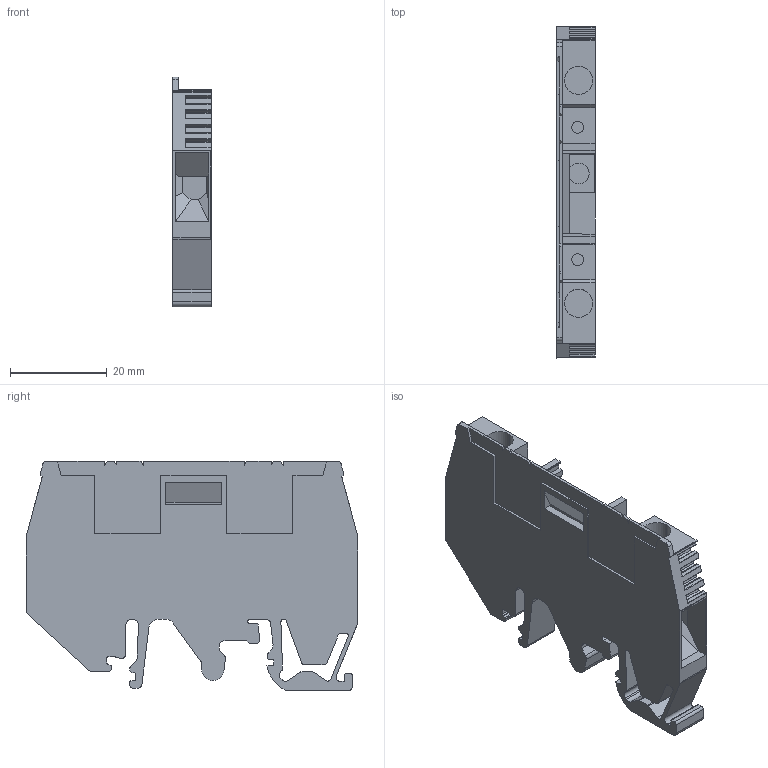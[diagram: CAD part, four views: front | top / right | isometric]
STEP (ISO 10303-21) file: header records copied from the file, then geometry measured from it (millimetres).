
FILE_DESCRIPTION(('CATIA V5 STEP Exchange','CAx-IF Rec.Pracs.--- Model Styling and Organization---1.4--- 2014-01-23'),'2;1');
FILE_NAME ('D1459552_0', '2020-03-02T13:10:56+00:00', ('none'), ('Weidmueller'), 'CATIA Version 5-6 Release 2016 SP3 HF44', 'CATIA V5 STEP AP214', 'none');
FILE_SCHEMA(('AUTOMOTIVE_DESIGN { 1 0 10303 214 1 1 1 1 }'));
Length unit declared in the file: millimetre
Products named in the file (1): 1934810000_WTL_6-1_EN
Bounding box: 7.9 x 68.5 x 47.4 mm (x, y, z)
Volume: 14605.3 mm3; surface area: 10010.2 mm2
Topology: 2 solids, 2 shells, 371 faces, 1132 edges, 775 vertices
Faces by surface type: plane 280, cylinder 77, extrusion 12, cone 2
Entity records: 12363 total; most frequent: CARTESIAN_POINT 2606, ORIENTED_EDGE 2264, DIRECTION 1627, EDGE_CURVE 1132, VECTOR 862, LINE 850, VERTEX_POINT 775, AXIS2_PLACEMENT_3D 461
